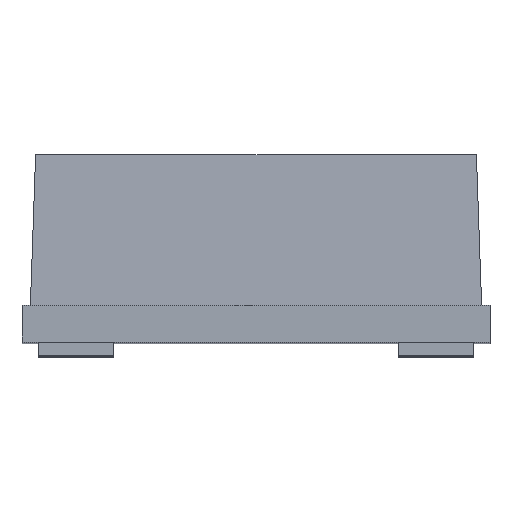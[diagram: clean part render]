
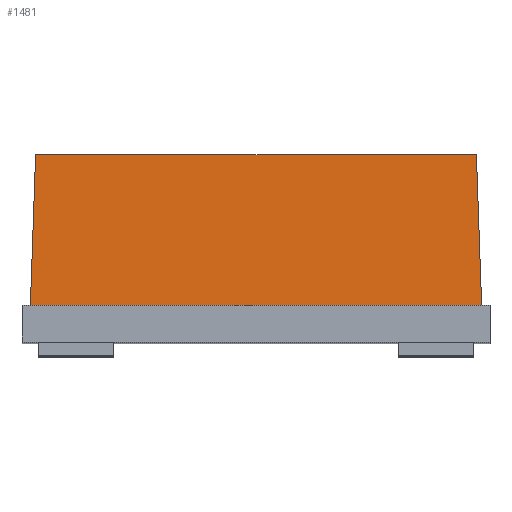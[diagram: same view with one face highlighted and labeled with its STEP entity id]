
A CAD part, top view. The second image highlights one B-rep face of the part: STEP entity #1481.
In plain terms, the highlighted planar face has unit normal (0, 0.035, 0.999).
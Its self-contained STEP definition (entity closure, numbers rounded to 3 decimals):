
#40 = VECTOR ( 'NONE', #2571, 1000. ) ;
#279 = DIRECTION ( 'NONE',  ( 1., 0., 0. ) ) ;
#280 = ORIENTED_EDGE ( 'NONE', *, *, #433, .F. ) ;
#327 = CARTESIAN_POINT ( 'NONE',  ( 1.319, 0.9, 2.719 ) ) ;
#433 = EDGE_CURVE ( 'NONE', #535, #5003, #4206, .T. ) ;
#505 = FACE_OUTER_BOUND ( 'NONE', #834, .T. ) ;
#535 = VERTEX_POINT ( 'NONE', #5203 ) ;
#663 = CARTESIAN_POINT ( 'NONE',  ( 1.35, 0., 2.75 ) ) ;
#834 = EDGE_LOOP ( 'NONE', ( #4619, #2986, #280, #3773 ) ) ;
#892 = EDGE_CURVE ( 'NONE', #3332, #1836, #3882, .T. ) ;
#991 = CARTESIAN_POINT ( 'NONE',  ( -1.35, 0., 2.75 ) ) ;
#1152 = CARTESIAN_POINT ( 'NONE',  ( -1.35, 0., 2.75 ) ) ;
#1213 = AXIS2_PLACEMENT_3D ( 'NONE', #3488, #4803, #4333 ) ;
#1402 = CARTESIAN_POINT ( 'NONE',  ( 1.35, 0., 2.75 ) ) ;
#1481 = ADVANCED_FACE ( 'NONE', ( #505 ), #5190, .T. ) ;
#1632 = EDGE_CURVE ( 'NONE', #5003, #1836, #2676, .T. ) ;
#1836 = VERTEX_POINT ( 'NONE', #663 ) ;
#2571 = DIRECTION ( 'NONE',  ( 0.035, -0.999, 0.035 ) ) ;
#2676 = LINE ( 'NONE', #1402, #40 ) ;
#2829 = VECTOR ( 'NONE', #3463, 1000. ) ;
#2982 = DIRECTION ( 'NONE',  ( -0.035, -0.999, 0.035 ) ) ;
#2986 = ORIENTED_EDGE ( 'NONE', *, *, #1632, .F. ) ;
#3265 = VECTOR ( 'NONE', #279, 1000. ) ;
#3332 = VERTEX_POINT ( 'NONE', #1152 ) ;
#3369 = CARTESIAN_POINT ( 'NONE',  ( -1.35, 0.9, 2.719 ) ) ;
#3463 = DIRECTION ( 'NONE',  ( 1., 0., 0. ) ) ;
#3488 = CARTESIAN_POINT ( 'NONE',  ( -1.35, 0., 2.75 ) ) ;
#3773 = ORIENTED_EDGE ( 'NONE', *, *, #3792, .T. ) ;
#3792 = EDGE_CURVE ( 'NONE', #535, #3332, #4427, .T. ) ;
#3882 = LINE ( 'NONE', #3932, #2829 ) ;
#3932 = CARTESIAN_POINT ( 'NONE',  ( -1.35, 0., 2.75 ) ) ;
#4206 = LINE ( 'NONE', #3369, #3265 ) ;
#4333 = DIRECTION ( 'NONE',  ( 0., -0.999, 0.035 ) ) ;
#4427 = LINE ( 'NONE', #991, #4564 ) ;
#4564 = VECTOR ( 'NONE', #2982, 1000. ) ;
#4619 = ORIENTED_EDGE ( 'NONE', *, *, #892, .T. ) ;
#4803 = DIRECTION ( 'NONE',  ( 0., 0.035, 0.999 ) ) ;
#5003 = VERTEX_POINT ( 'NONE', #327 ) ;
#5190 = PLANE ( 'NONE',  #1213 ) ;
#5203 = CARTESIAN_POINT ( 'NONE',  ( -1.319, 0.9, 2.719 ) ) ;
